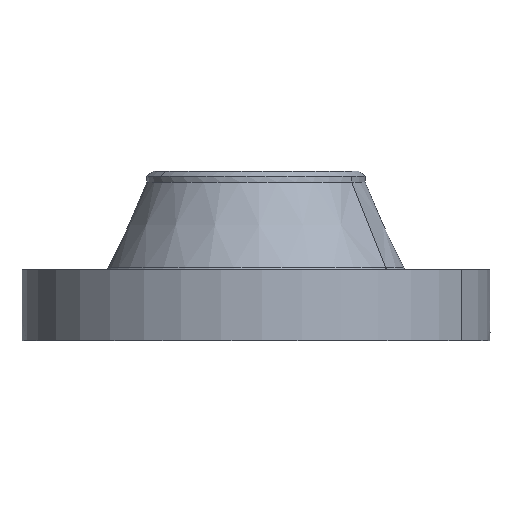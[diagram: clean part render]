
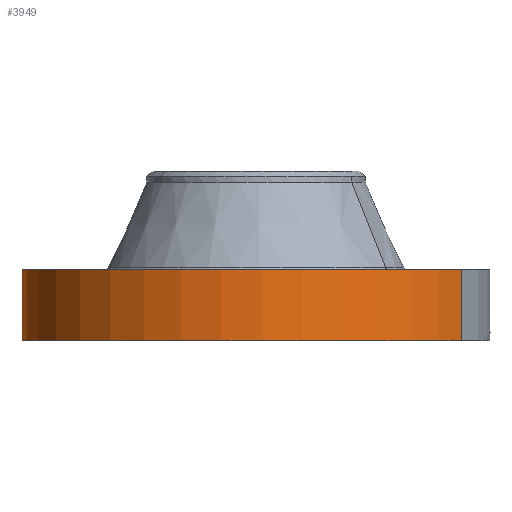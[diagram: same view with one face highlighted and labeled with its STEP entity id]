
A CAD part, left-side view. The second image highlights one B-rep face of the part: STEP entity #3949.
In plain terms, the highlighted cylindrical face has radius 234.95 mm (diameter 469.9 mm), a partial arc.
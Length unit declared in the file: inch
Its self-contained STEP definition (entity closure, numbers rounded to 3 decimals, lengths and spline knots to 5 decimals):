
#2927=AXIS2_PLACEMENT_3D('Circle Axis2P3D',#2925,#2926,$) ;
#3835=AXIS2_PLACEMENT_3D('Cylinder Axis2P3D',#3832,#3833,#3834) ;
#3839=AXIS2_PLACEMENT_3D('Circle Axis2P3D',#3837,#3838,$) ;
#2920=CARTESIAN_POINT('Vertex',(4.43469,8.11764,2.812)) ;
#2922=CARTESIAN_POINT('Vertex',(-4.43469,-8.11764,2.812)) ;
#2925=CARTESIAN_POINT('Axis2P3D Location',(0.,0.,2.812)) ;
#3832=CARTESIAN_POINT('Axis2P3D Location',(0.,0.,3.346)) ;
#3837=CARTESIAN_POINT('Axis2P3D Location',(0.,0.,0.)) ;
#3841=CARTESIAN_POINT('Vertex',(-4.43469,-8.11764,0.)) ;
#3843=CARTESIAN_POINT('Vertex',(4.43469,8.11764,0.)) ;
#3846=CARTESIAN_POINT('Line Origine',(-4.43469,-8.11764,1.406)) ;
#3851=CARTESIAN_POINT('Line Origine',(4.43469,8.11764,1.406)) ;
#3863=CARTESIAN_POINT('Control Point',(-0.05771,9.24982,1.09938)) ;
#3864=CARTESIAN_POINT('Control Point',(-0.03888,9.24994,1.10249)) ;
#3865=CARTESIAN_POINT('Control Point',(-0.0198,9.25,1.10408)) ;
#3866=CARTESIAN_POINT('Control Point',(-0.00072,9.25,1.10412)) ;
#3867=CARTESIAN_POINT('Vertex',(-0.0577,9.24982,1.09938)) ;
#3869=CARTESIAN_POINT('Vertex',(-0.00072,9.25,1.10412)) ;
#3873=CARTESIAN_POINT('Control Point',(-0.0577,9.24982,1.09938)) ;
#3874=CARTESIAN_POINT('Control Point',(-0.09724,9.24957,1.0946)) ;
#3875=CARTESIAN_POINT('Control Point',(-0.13604,9.24907,1.08262)) ;
#3876=CARTESIAN_POINT('Control Point',(-0.17168,9.24841,1.0643)) ;
#3877=CARTESIAN_POINT('Vertex',(-0.17168,9.24841,1.0643)) ;
#3881=CARTESIAN_POINT('Control Point',(-0.03036,9.24995,0.34114)) ;
#3882=CARTESIAN_POINT('Control Point',(-0.08669,9.24977,0.3483)) ;
#3883=CARTESIAN_POINT('Control Point',(-0.14143,9.24916,0.36591)) ;
#3884=CARTESIAN_POINT('Control Point',(-0.19185,9.24818,0.39347)) ;
#3885=CARTESIAN_POINT('Control Point',(-0.26509,9.24632,0.45289)) ;
#3886=CARTESIAN_POINT('Control Point',(-0.31715,9.24459,0.52928)) ;
#3887=CARTESIAN_POINT('Control Point',(-0.33423,9.24398,0.56195)) ;
#3888=CARTESIAN_POINT('Control Point',(-0.36816,9.2427,0.65021)) ;
#3889=CARTESIAN_POINT('Control Point',(-0.37521,9.24238,0.74444)) ;
#3890=CARTESIAN_POINT('Control Point',(-0.36908,9.24264,0.802)) ;
#3891=CARTESIAN_POINT('Control Point',(-0.33963,9.24384,0.90109)) ;
#3892=CARTESIAN_POINT('Control Point',(-0.28007,9.24582,0.98422)) ;
#3893=CARTESIAN_POINT('Control Point',(-0.24811,9.24677,1.01684)) ;
#3894=CARTESIAN_POINT('Control Point',(-0.21151,9.24767,1.04382)) ;
#3895=CARTESIAN_POINT('Control Point',(-0.17168,9.24841,1.0643)) ;
#3896=CARTESIAN_POINT('Vertex',(-0.03036,9.24995,0.34114)) ;
#3900=CARTESIAN_POINT('Control Point',(-0.03036,9.24995,0.34114)) ;
#3901=CARTESIAN_POINT('Control Point',(-0.02023,9.24998,0.34087)) ;
#3902=CARTESIAN_POINT('Control Point',(-0.0101,9.25,0.34095)) ;
#3903=CARTESIAN_POINT('Control Point',(0.,9.25,0.34137)) ;
#3904=CARTESIAN_POINT('Vertex',(0.,9.25,0.34137)) ;
#3908=CARTESIAN_POINT('Control Point',(0.1932,9.24798,0.39636)) ;
#3909=CARTESIAN_POINT('Control Point',(0.14923,9.2489,0.37143)) ;
#3910=CARTESIAN_POINT('Control Point',(0.10116,9.24963,0.35357)) ;
#3911=CARTESIAN_POINT('Control Point',(0.05082,9.25,0.34353)) ;
#3912=CARTESIAN_POINT('Control Point',(0.,9.25,0.34137)) ;
#3913=CARTESIAN_POINT('Vertex',(0.1932,9.24798,0.39636)) ;
#3917=CARTESIAN_POINT('Control Point',(0.1932,9.24798,0.39636)) ;
#3918=CARTESIAN_POINT('Control Point',(0.22218,9.24738,0.4128)) ;
#3919=CARTESIAN_POINT('Control Point',(0.2495,9.24669,0.43212)) ;
#3920=CARTESIAN_POINT('Control Point',(0.27476,9.24596,0.45415)) ;
#3921=CARTESIAN_POINT('Control Point',(0.34157,9.24383,0.52593)) ;
#3922=CARTESIAN_POINT('Control Point',(0.38414,9.24206,0.61569)) ;
#3923=CARTESIAN_POINT('Control Point',(0.39912,9.24137,0.68011)) ;
#3924=CARTESIAN_POINT('Control Point',(0.39988,9.24138,0.79447)) ;
#3925=CARTESIAN_POINT('Control Point',(0.3597,9.24303,0.89921)) ;
#3926=CARTESIAN_POINT('Control Point',(0.3354,9.24398,0.94069)) ;
#3927=CARTESIAN_POINT('Control Point',(0.26659,9.24637,1.02431)) ;
#3928=CARTESIAN_POINT('Control Point',(0.17383,9.2486,1.07885)) ;
#3929=CARTESIAN_POINT('Control Point',(0.11691,9.24955,1.09862)) ;
#3930=CARTESIAN_POINT('Control Point',(0.05802,9.25,1.107)) ;
#3931=CARTESIAN_POINT('Control Point',(-0.00003,9.25,1.10415)) ;
#3932=CARTESIAN_POINT('Vertex',(-0.00003,9.25,1.10415)) ;
#3936=CARTESIAN_POINT('Control Point',(-0.00072,9.25,1.10412)) ;
#3937=CARTESIAN_POINT('Control Point',(-0.00037,9.25,1.10414)) ;
#3938=CARTESIAN_POINT('Control Point',(-0.00003,9.25,1.10415)) ;
#2926=DIRECTION('Axis2P3D Direction',(0.,0.,-0.039)) ;
#3833=DIRECTION('Axis2P3D Direction',(0.,0.,-0.039)) ;
#3834=DIRECTION('Axis2P3D XDirection',(0.019,0.035,0.)) ;
#3838=DIRECTION('Axis2P3D Direction',(0.,0.,-0.039)) ;
#3847=DIRECTION('Vector Direction',(0.,0.,-0.039)) ;
#3852=DIRECTION('Vector Direction',(0.,0.,-0.039)) ;
#3848=VECTOR('Line Direction',#3847,0.03937) ;
#3853=VECTOR('Line Direction',#3852,0.03937) ;
#3857=ORIENTED_EDGE('',*,*,#3845,.F.) ;
#3858=ORIENTED_EDGE('',*,*,#3850,.T.) ;
#3859=ORIENTED_EDGE('',*,*,#2929,.T.) ;
#3860=ORIENTED_EDGE('',*,*,#3855,.F.) ;
#3941=ORIENTED_EDGE('',*,*,#3871,.F.) ;
#3942=ORIENTED_EDGE('',*,*,#3879,.T.) ;
#3943=ORIENTED_EDGE('',*,*,#3898,.F.) ;
#3944=ORIENTED_EDGE('',*,*,#3906,.T.) ;
#3945=ORIENTED_EDGE('',*,*,#3915,.F.) ;
#3946=ORIENTED_EDGE('',*,*,#3934,.T.) ;
#3947=ORIENTED_EDGE('',*,*,#3939,.F.) ;
#3948=FACE_BOUND('',#3940,.T.) ;
#3949=ADVANCED_FACE('PartBody',(#3861,#3948),#3836,.T.) ;
#3862=B_SPLINE_CURVE_WITH_KNOTS('',3,(#3863,#3864,#3865,#3866),.UNSPECIFIED.,.F.,.U.,(4,4),(4.404,6.52133),.UNSPECIFIED.) ;
#3872=B_SPLINE_CURVE_WITH_KNOTS('',3,(#3873,#3874,#3875,#3876),.UNSPECIFIED.,.F.,.U.,(4,4),(0.,4.47506),.UNSPECIFIED.) ;
#3880=B_SPLINE_CURVE_WITH_KNOTS('',5,(#3881,#3882,#3883,#3884,#3885,#3886,#3887,#3888,#3889,#3890,#3891,#3892,#3893,#3894,#3895),.UNSPECIFIED.,.F.,.U.,(6,3,3,3,6),(0.,9.86881,16.44316,26.84713,35.18195),.UNSPECIFIED.) ;
#3899=B_SPLINE_CURVE_WITH_KNOTS('',3,(#3900,#3901,#3902,#3903),.UNSPECIFIED.,.F.,.U.,(4,4),(0.,1.05612),.UNSPECIFIED.) ;
#3907=B_SPLINE_CURVE_WITH_KNOTS('',4,(#3908,#3909,#3910,#3911,#3912),.UNSPECIFIED.,.F.,.U.,(5,5),(0.,7.0816),.UNSPECIFIED.) ;
#3916=B_SPLINE_CURVE_WITH_KNOTS('',5,(#3917,#3918,#3919,#3920,#3921,#3922,#3923,#3924,#3925,#3926,#3927,#3928,#3929,#3930,#3931),.UNSPECIFIED.,.F.,.U.,(6,3,3,3,6),(0.,5.83482,17.11239,25.58845,36.43784),.UNSPECIFIED.) ;
#3935=B_SPLINE_CURVE_WITH_KNOTS('',2,(#3936,#3937,#3938),.UNSPECIFIED.,.F.,.U.,(3,3),(1.0431,1.06891),.UNSPECIFIED.) ;
#2928=CIRCLE('generated circle',#2927,9.25) ;
#3840=CIRCLE('generated circle',#3839,9.25) ;
#3836=CYLINDRICAL_SURFACE('generated cylinder',#3835,9.25) ;
#2929=EDGE_CURVE('',#2923,#2921,#2928,.T.) ;
#3845=EDGE_CURVE('',#3842,#3844,#3840,.T.) ;
#3850=EDGE_CURVE('',#3842,#2923,#3849,.F.) ;
#3855=EDGE_CURVE('',#3844,#2921,#3854,.F.) ;
#3871=EDGE_CURVE('',#3868,#3870,#3862,.T.) ;
#3879=EDGE_CURVE('',#3868,#3878,#3872,.T.) ;
#3898=EDGE_CURVE('',#3897,#3878,#3880,.T.) ;
#3906=EDGE_CURVE('',#3897,#3905,#3899,.T.) ;
#3915=EDGE_CURVE('',#3914,#3905,#3907,.T.) ;
#3934=EDGE_CURVE('',#3914,#3933,#3916,.T.) ;
#3939=EDGE_CURVE('',#3870,#3933,#3935,.T.) ;
#3856=EDGE_LOOP('',(#3857,#3858,#3859,#3860)) ;
#3940=EDGE_LOOP('',(#3941,#3942,#3943,#3944,#3945,#3946,#3947)) ;
#3861=FACE_OUTER_BOUND('',#3856,.T.) ;
#3849=LINE('Line',#3846,#3848) ;
#3854=LINE('Line',#3851,#3853) ;
#2921=VERTEX_POINT('',#2920) ;
#2923=VERTEX_POINT('',#2922) ;
#3842=VERTEX_POINT('',#3841) ;
#3844=VERTEX_POINT('',#3843) ;
#3868=VERTEX_POINT('',#3867) ;
#3870=VERTEX_POINT('',#3869) ;
#3878=VERTEX_POINT('',#3877) ;
#3897=VERTEX_POINT('',#3896) ;
#3905=VERTEX_POINT('',#3904) ;
#3914=VERTEX_POINT('',#3913) ;
#3933=VERTEX_POINT('',#3932) ;
